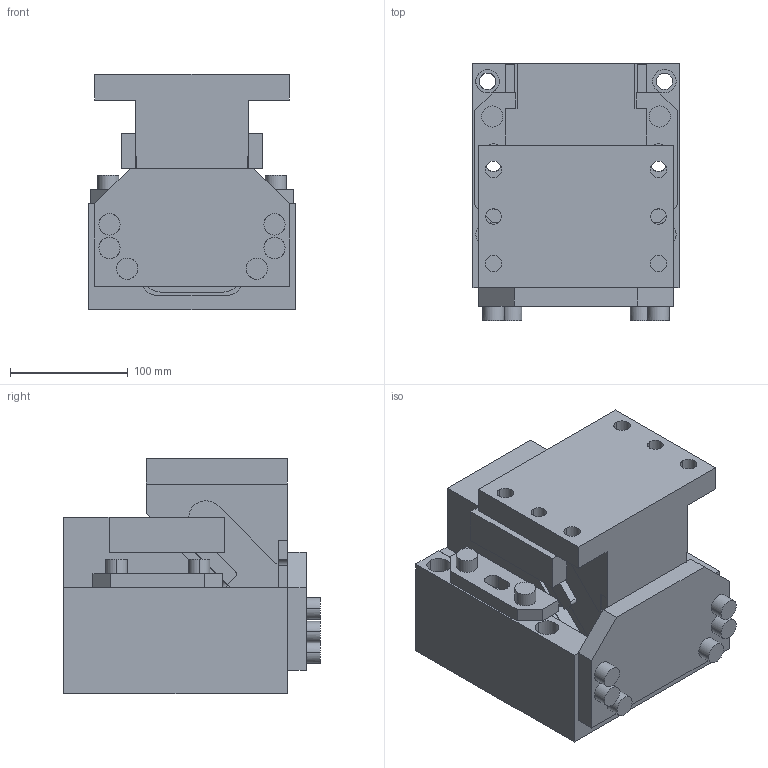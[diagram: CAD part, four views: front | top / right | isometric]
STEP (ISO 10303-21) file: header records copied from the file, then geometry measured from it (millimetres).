
FILE_DESCRIPTION(('CATIA V5 STEP Exchange'),'2;1');
FILE_NAME('CDCA_100_00_40.stp','2016-04-25T15:18:57+00:00',('none'),('none'),'CATIA Version 5 Release 20 GA (IN-10)','CATIA V5 STEP AP203','none');
FILE_SCHEMA(('CONFIG_CONTROL_DESIGN'));
Length unit declared in the file: millimetre
Products named in the file (1): CDCA_100_00_40
Bounding box: 175 x 218 x 200 mm (x, y, z)
Volume: 4732864.1 mm3; surface area: 424452.5 mm2
Topology: 3 solids, 3 shells, 243 faces, 669 edges, 448 vertices
Faces by surface type: plane 166, cylinder 75, extrusion 2
Entity records: 8061 total; most frequent: CARTESIAN_POINT 2039, ORIENTED_EDGE 1338, DIRECTION 1014, EDGE_CURVE 669, VECTOR 488, LINE 486, VERTEX_POINT 448, AXIS2_PLACEMENT_3D 334
